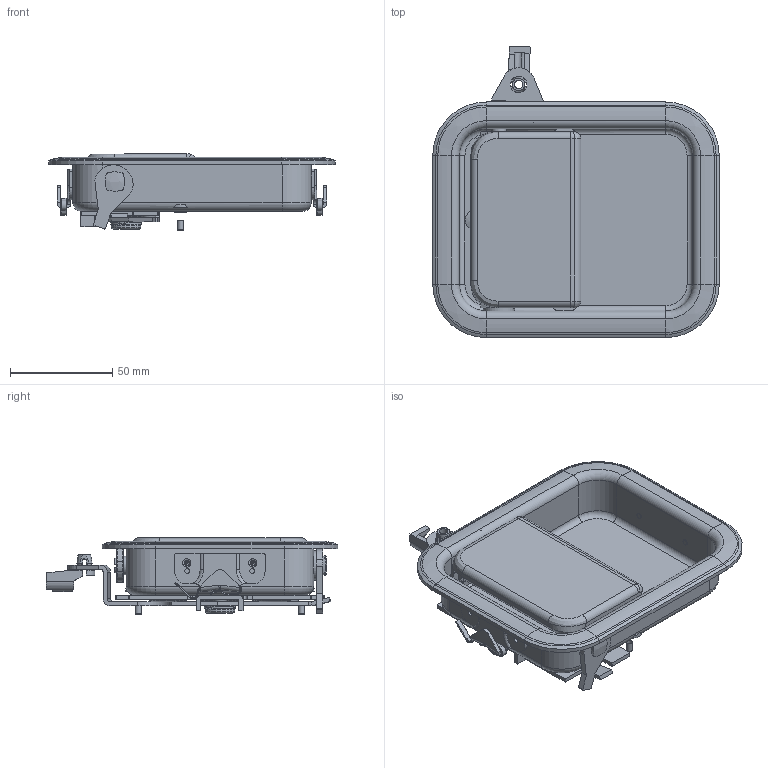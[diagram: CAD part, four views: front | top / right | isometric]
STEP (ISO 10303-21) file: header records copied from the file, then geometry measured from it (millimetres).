
FILE_DESCRIPTION(/* description */ (''),/* implementation_level */ '2;1');
FILE_NAME(/* name */ 'A5020064-001-08.stp',/* time_stamp */ '2022-07-06T13:08:19-04:00',/* author */ ('nespenschied'),/* organization */ ('Eberhard Manufacturing Company'),/* preprocessor_version */ 'ST-DEVELOPER v18.1',/* originating_system */ 'Autodesk Inventor 2022',/* authorisation */ '');
FILE_SCHEMA (('AUTOMOTIVE_DESIGN { 1 0 10303 214 3 1 1 }'));
Products named in the file (1): A5020064-001-08
Bounding box: 140.2 x 142.57 x 37.44 mm (x, y, z)
Volume: 76601.7 mm3; surface area: 86615.6 mm2
Topology: 3 solids, 7 shells, 1446 faces, 3801 edges, 2436 vertices
Faces by surface type: plane 640, cylinder 375, torus 198, bspline 184, cone 36, sphere 13
Full cylindrical faces by diameter (mm): 2.5 x4, 2.7 x4, 2.8 x4, 3 x2, 3.5 x3, 4.1 x2, 4.127 x1, 4.8 x3, 5 x5, 5.1 x3, 6.3 x1, 6.8 x3, 7.1 x1, 7.3 x1, 7.9 x1, 8.1 x1, 8.731 x1, 9 x1, 9.4 x1, 9.5 x6, 9.8 x1, 10.5 x1, 11.1 x1, 11.3 x1, 12.6 x1, 12.8 x1, 14.2 x1, 14.5 x2, 15.1 x1
Entity records: 51660 total; most frequent: CARTESIAN_POINT 14987, ORIENTED_EDGE 7596, DIRECTION 7062, EDGE_CURVE 3798, AXIS2_PLACEMENT_3D 2548, VERTEX_POINT 2436, LINE 1966, VECTOR 1966
